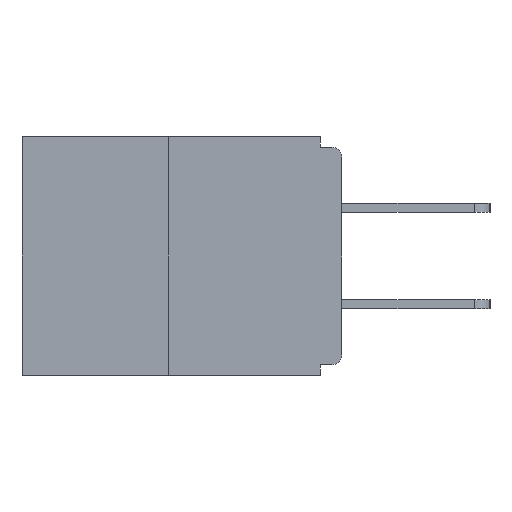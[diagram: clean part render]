
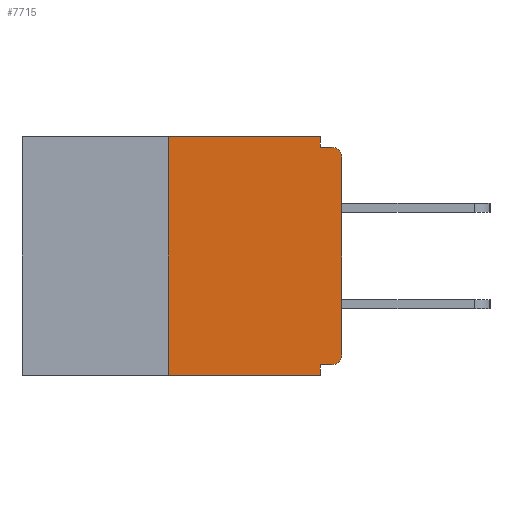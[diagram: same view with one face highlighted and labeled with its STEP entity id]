
A CAD part, left-side view. The second image highlights one B-rep face of the part: STEP entity #7715.
In plain terms, the highlighted planar face has unit normal (-1, 0, 0).
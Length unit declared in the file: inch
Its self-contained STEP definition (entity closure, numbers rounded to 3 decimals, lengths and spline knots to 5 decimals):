
#232 = VERTEX_POINT ( 'NONE', #18074 ) ;
#1410 = CARTESIAN_POINT ( 'NONE',  ( 0., 0., -0.313 ) ) ;
#1594 = ORIENTED_EDGE ( 'NONE', *, *, #10387, .F. ) ;
#2254 = VECTOR ( 'NONE', #15374, 39.37008 ) ;
#2372 = EDGE_LOOP ( 'NONE', ( #1594, #13573, #15403, #12292, #2861, #14494, #17209, #10173, #13376, #9303 ) ) ;
#2593 = LINE ( 'NONE', #11682, #14797 ) ;
#2629 = DIRECTION ( 'NONE',  ( 0., 0., -1. ) ) ;
#2855 = AXIS2_PLACEMENT_3D ( 'NONE', #14458, #6437, #8045 ) ;
#2861 = ORIENTED_EDGE ( 'NONE', *, *, #15410, .F. ) ;
#2893 = VECTOR ( 'NONE', #7756, 39.37008 ) ;
#2909 = VECTOR ( 'NONE', #13410, 39.37008 ) ;
#3157 = VERTEX_POINT ( 'NONE', #3638 ) ;
#3408 = DIRECTION ( 'NONE',  ( 0., -1., 0. ) ) ;
#3638 = CARTESIAN_POINT ( 'NONE',  ( 0., 0.031, -0.015 ) ) ;
#4724 = AXIS2_PLACEMENT_3D ( 'NONE', #8943, #8745, #2629 ) ;
#5020 = VERTEX_POINT ( 'NONE', #9714 ) ;
#6437 = DIRECTION ( 'NONE',  ( 1., 0., 0. ) ) ;
#6674 = CARTESIAN_POINT ( 'NONE',  ( 0., 0., -0.015 ) ) ;
#7168 = EDGE_CURVE ( 'NONE', #14320, #13044, #7583, .T. ) ;
#7205 = CARTESIAN_POINT ( 'NONE',  ( 0., 0.015, -0.03 ) ) ;
#7583 = LINE ( 'NONE', #18297, #15812 ) ;
#7715 = ADVANCED_FACE ( 'NONE', ( #15276 ), #11239, .F. ) ;
#7739 = LINE ( 'NONE', #13134, #19916 ) ;
#7756 = DIRECTION ( 'NONE',  ( 0., 1., 0. ) ) ;
#7770 = EDGE_CURVE ( 'NONE', #8323, #13841, #2593, .T. ) ;
#8045 = DIRECTION ( 'NONE',  ( 0., 0., -1. ) ) ;
#8323 = VERTEX_POINT ( 'NONE', #1410 ) ;
#8414 = CARTESIAN_POINT ( 'NONE',  ( 0., 0.25, 0. ) ) ;
#8745 = DIRECTION ( 'NONE',  ( -1., 0., 0. ) ) ;
#8943 = CARTESIAN_POINT ( 'NONE',  ( 0., 0.015, -0.313 ) ) ;
#9026 = EDGE_CURVE ( 'NONE', #5020, #8323, #11516, .T. ) ;
#9101 = EDGE_CURVE ( 'NONE', #13841, #13018, #19467, .T. ) ;
#9303 = ORIENTED_EDGE ( 'NONE', *, *, #10174, .F. ) ;
#9682 = DIRECTION ( 'NONE',  ( 0., 0., -1. ) ) ;
#9714 = CARTESIAN_POINT ( 'NONE',  ( 0., 0.015, -0.328 ) ) ;
#10173 = ORIENTED_EDGE ( 'NONE', *, *, #9101, .T. ) ;
#10174 = EDGE_CURVE ( 'NONE', #232, #3157, #7739, .T. ) ;
#10289 = DIRECTION ( 'NONE',  ( -1., 0., 0. ) ) ;
#10387 = EDGE_CURVE ( 'NONE', #16012, #232, #15688, .T. ) ;
#10509 = CARTESIAN_POINT ( 'NONE',  ( 0., 0.031, -0.328 ) ) ;
#10928 = EDGE_CURVE ( 'NONE', #15226, #13044, #13952, .T. ) ;
#11239 = PLANE ( 'NONE',  #2855 ) ;
#11516 = CIRCLE ( 'NONE', #4724, 0.015 ) ;
#11682 = CARTESIAN_POINT ( 'NONE',  ( 0., 0., 0. ) ) ;
#11929 = CARTESIAN_POINT ( 'NONE',  ( 0., 0.25, 0. ) ) ;
#12029 = EDGE_CURVE ( 'NONE', #15226, #16012, #15616, .T. ) ;
#12292 = ORIENTED_EDGE ( 'NONE', *, *, #7168, .F. ) ;
#12786 = CARTESIAN_POINT ( 'NONE',  ( 0., 0., -0.328 ) ) ;
#12964 = VECTOR ( 'NONE', #3408, 39.37008 ) ;
#13018 = VERTEX_POINT ( 'NONE', #16243 ) ;
#13024 = LINE ( 'NONE', #6674, #14503 ) ;
#13044 = VERTEX_POINT ( 'NONE', #16449 ) ;
#13134 = CARTESIAN_POINT ( 'NONE',  ( 0., 0.031, 0. ) ) ;
#13376 = ORIENTED_EDGE ( 'NONE', *, *, #17620, .F. ) ;
#13410 = DIRECTION ( 'NONE',  ( 0., 0., 1. ) ) ;
#13573 = ORIENTED_EDGE ( 'NONE', *, *, #12029, .F. ) ;
#13747 = CARTESIAN_POINT ( 'NONE',  ( 0., 0., -0.03 ) ) ;
#13841 = VERTEX_POINT ( 'NONE', #13747 ) ;
#13859 = AXIS2_PLACEMENT_3D ( 'NONE', #7205, #10289, #15269 ) ;
#13952 = LINE ( 'NONE', #14694, #12964 ) ;
#14194 = CARTESIAN_POINT ( 'NONE',  ( 0., 0.25, -0.343 ) ) ;
#14320 = VERTEX_POINT ( 'NONE', #10509 ) ;
#14458 = CARTESIAN_POINT ( 'NONE',  ( 0., 0.46, 0. ) ) ;
#14494 = ORIENTED_EDGE ( 'NONE', *, *, #9026, .T. ) ;
#14503 = VECTOR ( 'NONE', #19526, 39.37008 ) ;
#14694 = CARTESIAN_POINT ( 'NONE',  ( 0., 0.46, -0.343 ) ) ;
#14797 = VECTOR ( 'NONE', #16323, 39.37008 ) ;
#15226 = VERTEX_POINT ( 'NONE', #14194 ) ;
#15269 = DIRECTION ( 'NONE',  ( 0., 0., -1. ) ) ;
#15276 = FACE_OUTER_BOUND ( 'NONE', #2372, .T. ) ;
#15374 = DIRECTION ( 'NONE',  ( 0., -1., 0. ) ) ;
#15403 = ORIENTED_EDGE ( 'NONE', *, *, #10928, .T. ) ;
#15410 = EDGE_CURVE ( 'NONE', #5020, #14320, #16835, .T. ) ;
#15616 = LINE ( 'NONE', #11929, #2909 ) ;
#15688 = LINE ( 'NONE', #16849, #2254 ) ;
#15812 = VECTOR ( 'NONE', #19893, 39.37008 ) ;
#16012 = VERTEX_POINT ( 'NONE', #8414 ) ;
#16243 = CARTESIAN_POINT ( 'NONE',  ( 0., 0.015, -0.015 ) ) ;
#16323 = DIRECTION ( 'NONE',  ( 0., 0., 1. ) ) ;
#16449 = CARTESIAN_POINT ( 'NONE',  ( 0., 0.031, -0.343 ) ) ;
#16835 = LINE ( 'NONE', #12786, #2893 ) ;
#16849 = CARTESIAN_POINT ( 'NONE',  ( 0., 0.46, 0. ) ) ;
#17209 = ORIENTED_EDGE ( 'NONE', *, *, #7770, .T. ) ;
#17620 = EDGE_CURVE ( 'NONE', #3157, #13018, #13024, .T. ) ;
#18074 = CARTESIAN_POINT ( 'NONE',  ( 0., 0.031, 0. ) ) ;
#18297 = CARTESIAN_POINT ( 'NONE',  ( 0., 0.031, -0.343 ) ) ;
#19467 = CIRCLE ( 'NONE', #13859, 0.015 ) ;
#19526 = DIRECTION ( 'NONE',  ( 0., -1., 0. ) ) ;
#19893 = DIRECTION ( 'NONE',  ( 0., 0., -1. ) ) ;
#19916 = VECTOR ( 'NONE', #9682, 39.37008 ) ;
